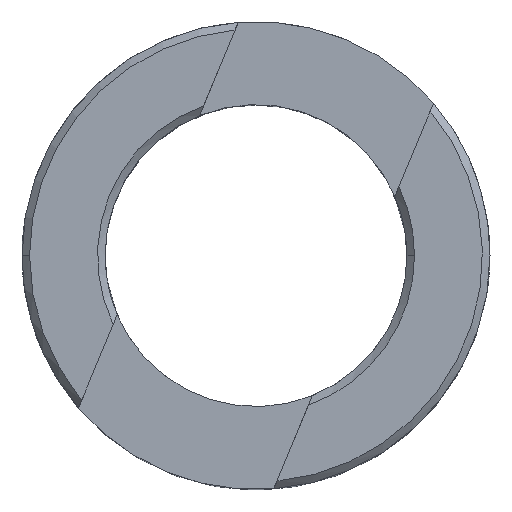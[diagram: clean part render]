
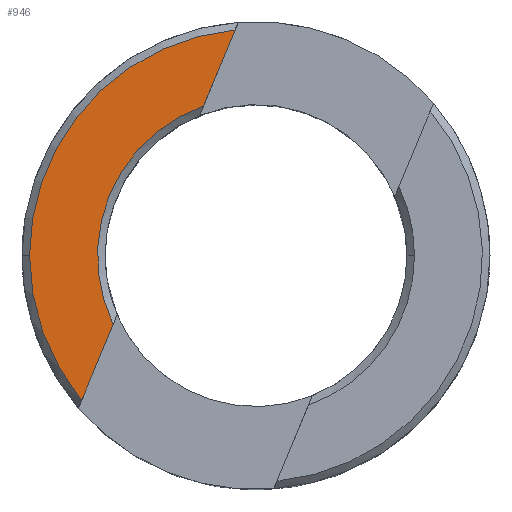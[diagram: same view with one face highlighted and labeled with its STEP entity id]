
A CAD part, top view. The second image highlights one B-rep face of the part: STEP entity #946.
In plain terms, the highlighted planar face has unit normal (0, 0, 1).
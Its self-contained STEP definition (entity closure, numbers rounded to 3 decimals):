
#5 = CIRCLE ( 'NONE', #963, 30. ) ;
#8 = CARTESIAN_POINT ( 'NONE',  ( 0., 0., 35. ) ) ;
#12 = DIRECTION ( 'NONE',  ( 0., 0., -1. ) ) ;
#13 = DIRECTION ( 'NONE',  ( 1., 0., 0. ) ) ;
#21 = EDGE_CURVE ( 'NONE', #903, #590, #159, .T. ) ;
#106 = CARTESIAN_POINT ( 'NONE',  ( -23.088, -19.156, 35. ) ) ;
#108 = CARTESIAN_POINT ( 'NONE',  ( -6.944, 19.819, 35. ) ) ;
#116 = ORIENTED_EDGE ( 'NONE', *, *, #1056, .F. ) ;
#146 = CIRCLE ( 'NONE', #701, 30. ) ;
#147 = CIRCLE ( 'NONE', #961, 21. ) ;
#159 = LINE ( 'NONE', #850, #791 ) ;
#168 = EDGE_CURVE ( 'NONE', #903, #697, #5, .T. ) ;
#203 = CARTESIAN_POINT ( 'NONE',  ( -30., 0., 35. ) ) ;
#244 = DIRECTION ( 'NONE',  ( -0.383, -0.924, 0. ) ) ;
#262 = ORIENTED_EDGE ( 'NONE', *, *, #1079, .T. ) ;
#276 = CARTESIAN_POINT ( 'NONE',  ( 4.286, 46.932, 35. ) ) ;
#294 = EDGE_CURVE ( 'NONE', #965, #590, #147, .T. ) ;
#409 = CARTESIAN_POINT ( 'NONE',  ( -2.781, 29.871, 35. ) ) ;
#418 = EDGE_LOOP ( 'NONE', ( #116, #571, #989, #753, #262 ) ) ;
#509 = DIRECTION ( 'NONE',  ( 1., 0., 0. ) ) ;
#514 = CARTESIAN_POINT ( 'NONE',  ( 0., 0., 35. ) ) ;
#539 = PLANE ( 'NONE',  #901 ) ;
#548 = DIRECTION ( 'NONE',  ( 0., 0., 1. ) ) ;
#565 = LINE ( 'NONE', #276, #1097 ) ;
#571 = ORIENTED_EDGE ( 'NONE', *, *, #294, .T. ) ;
#590 = VERTEX_POINT ( 'NONE', #108 ) ;
#594 = DIRECTION ( 'NONE',  ( 1., 0., 0. ) ) ;
#618 = DIRECTION ( 'NONE',  ( 1., 0., 0. ) ) ;
#645 = CARTESIAN_POINT ( 'NONE',  ( 0., 0., 35. ) ) ;
#697 = VERTEX_POINT ( 'NONE', #203 ) ;
#701 = AXIS2_PLACEMENT_3D ( 'NONE', #645, #920, #618 ) ;
#753 = ORIENTED_EDGE ( 'NONE', *, *, #168, .T. ) ;
#781 = CARTESIAN_POINT ( 'NONE',  ( 0., 0., 35. ) ) ;
#791 = VECTOR ( 'NONE', #244, 1000. ) ;
#795 = DIRECTION ( 'NONE',  ( 0., 0., 1. ) ) ;
#850 = CARTESIAN_POINT ( 'NONE',  ( 4.286, 46.932, 35. ) ) ;
#855 = CARTESIAN_POINT ( 'NONE',  ( -18.924, -9.103, 35. ) ) ;
#901 = AXIS2_PLACEMENT_3D ( 'NONE', #514, #548, #509 ) ;
#903 = VERTEX_POINT ( 'NONE', #409 ) ;
#910 = DIRECTION ( 'NONE',  ( -0.383, -0.924, 0. ) ) ;
#920 = DIRECTION ( 'NONE',  ( 0., 0., 1. ) ) ;
#946 = ADVANCED_FACE ( 'NONE', ( #985 ), #539, .T. ) ;
#961 = AXIS2_PLACEMENT_3D ( 'NONE', #8, #12, #13 ) ;
#963 = AXIS2_PLACEMENT_3D ( 'NONE', #781, #795, #594 ) ;
#965 = VERTEX_POINT ( 'NONE', #855 ) ;
#985 = FACE_OUTER_BOUND ( 'NONE', #418, .T. ) ;
#989 = ORIENTED_EDGE ( 'NONE', *, *, #21, .F. ) ;
#1056 = EDGE_CURVE ( 'NONE', #965, #1061, #565, .T. ) ;
#1061 = VERTEX_POINT ( 'NONE', #106 ) ;
#1079 = EDGE_CURVE ( 'NONE', #697, #1061, #146, .T. ) ;
#1097 = VECTOR ( 'NONE', #910, 1000. ) ;
